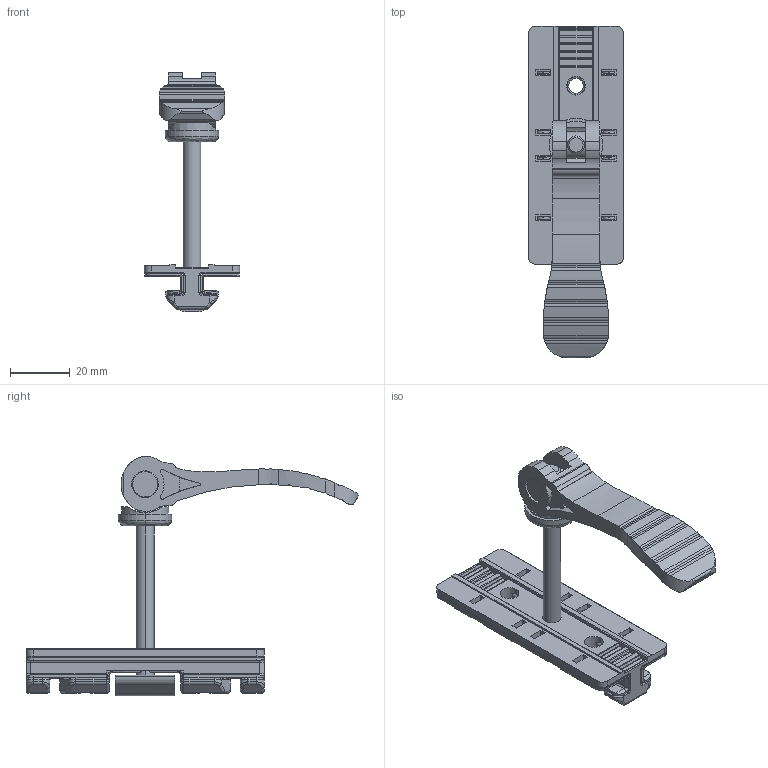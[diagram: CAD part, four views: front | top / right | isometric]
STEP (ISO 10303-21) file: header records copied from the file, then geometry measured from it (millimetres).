
FILE_DESCRIPTION(('STEP AP214'),'1');
FILE_NAME('fath_093ps0840s02.stp','2017-04-24T18:59:31',('TraceParts'),('TraceParts S.A.'),'Spatial InterOp 3D',' ',' ');
FILE_SCHEMA(('automotive_design'));
Length unit declared in the file: millimetre
Products named in the file (11): fath_093ps0840s02_1; fath_093ps0840s02_2; fath_093ps0840s02_3; fath_093ps0840s02_4; fath_093ps0840s02_5; fath_093ps0840s02_6; fath_093ps0840s02_7; fath_093ps0840s02_8; fath_093ps0840s02_9; fath_093ps0840s02_10; fath_093ps0840s02_11
Bounding box: 32 x 111.5 x 80.39 mm (x, y, z)
Volume: 28306.4 mm3; surface area: 26293 mm2
Topology: 11 solids, 11 shells, 795 faces, 2069 edges, 1279 vertices
Faces by surface type: cylinder 374, plane 265, cone 54, torus 48, bspline 34, sphere 20
Entity records: 32729 total; most frequent: CARTESIAN_POINT 7127, ORIENTED_EDGE 4098, DIRECTION 3908, EDGE_CURVE 2049, AXIS2_PLACEMENT_3D 1442, VERTEX_POINT 1279, LINE 1024, VECTOR 1024
